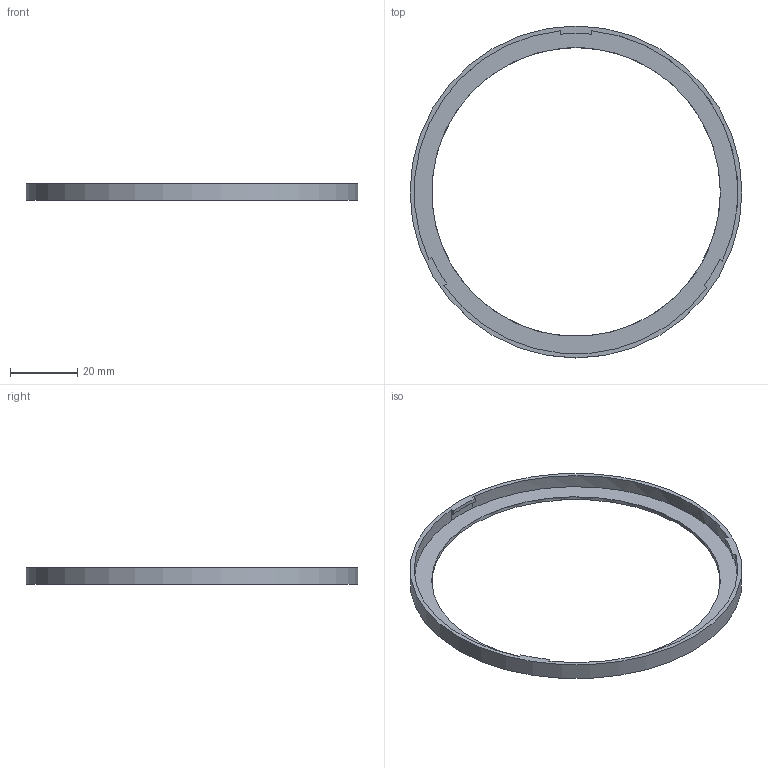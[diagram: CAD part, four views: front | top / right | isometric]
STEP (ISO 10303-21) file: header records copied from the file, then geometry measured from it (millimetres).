
FILE_DESCRIPTION(('FreeCAD Model'),'2;1');
FILE_NAME('Open CASCADE Shape Model','2025-09-21T17:50:14',(''),(''), 'Open CASCADE STEP processor 7.7','FreeCAD','Unknown');
FILE_SCHEMA(('AUTOMOTIVE_DESIGN { 1 0 10303 214 1 1 1 1 }'));
Length unit declared in the file: millimetre
Products named in the file (1): ring
Bounding box: 98.41 x 98.41 x 5 mm (x, y, z)
Volume: 3360.5 mm3; surface area: 6773.5 mm2
Topology: 1 solids, 1 shells, 26 faces, 70 edges, 47 vertices
Faces by surface type: plane 12, cylinder 11, cone 3
Full cylindrical faces by diameter (mm): 85.6 x1, 98.41 x1
Entity records: 866 total; most frequent: DIRECTION 162, CARTESIAN_POINT 144, ORIENTED_EDGE 140, EDGE_CURVE 70, AXIS2_PLACEMENT_3D 65, VERTEX_POINT 47, LINE 32, VECTOR 32
